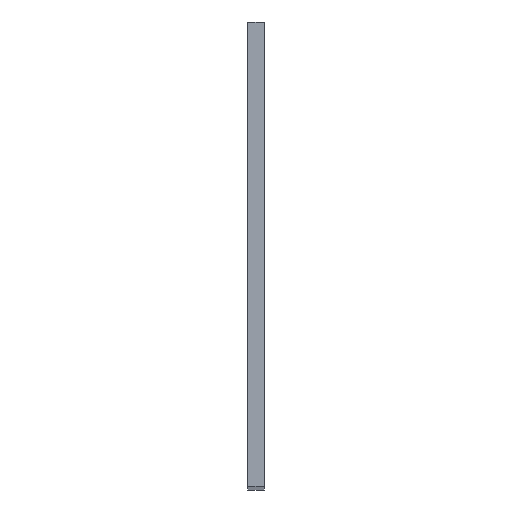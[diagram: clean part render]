
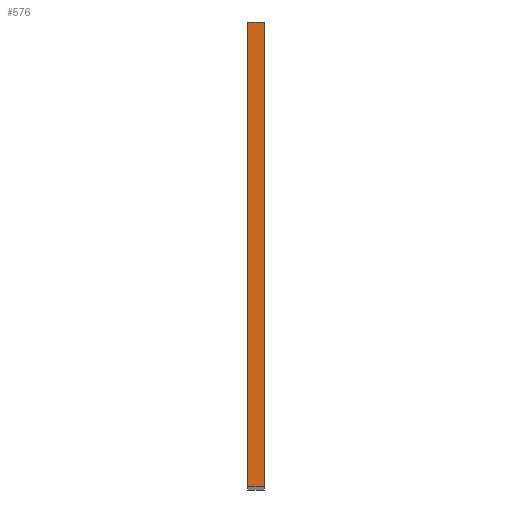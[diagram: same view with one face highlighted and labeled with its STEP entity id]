
A CAD part, top view. The second image highlights one B-rep face of the part: STEP entity #576.
In plain terms, the highlighted planar face has unit normal (0, 0, 1).
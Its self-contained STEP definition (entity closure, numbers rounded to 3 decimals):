
#19 = VERTEX_POINT ( 'NONE', #326 ) ;
#32 = EDGE_CURVE ( 'NONE', #569, #485, #735, .T. ) ;
#82 = ORIENTED_EDGE ( 'NONE', *, *, #813, .F. ) ;
#204 = EDGE_LOOP ( 'NONE', ( #1173, #859, #82, #759 ) ) ;
#219 = VECTOR ( 'NONE', #882, 1000. ) ;
#263 = CARTESIAN_POINT ( 'NONE',  ( 3.175, 45., 195. ) ) ;
#326 = CARTESIAN_POINT ( 'NONE',  ( 3.175, 45., 195. ) ) ;
#360 = VECTOR ( 'NONE', #817, 1000. ) ;
#446 = LINE ( 'NONE', #263, #360 ) ;
#461 = DIRECTION ( 'NONE',  ( 0., -1., 0. ) ) ;
#463 = DIRECTION ( 'NONE',  ( 0., -1., 0. ) ) ;
#475 = DIRECTION ( 'NONE',  ( 0., 0., -1. ) ) ;
#485 = VERTEX_POINT ( 'NONE', #910 ) ;
#487 = PLANE ( 'NONE',  #572 ) ;
#505 = LINE ( 'NONE', #791, #219 ) ;
#506 = EDGE_CURVE ( 'NONE', #19, #569, #446, .T. ) ;
#569 = VERTEX_POINT ( 'NONE', #1139 ) ;
#572 = AXIS2_PLACEMENT_3D ( 'NONE', #943, #475, #1056 ) ;
#576 = ADVANCED_FACE ( 'NONE', ( #866 ), #487, .F. ) ;
#732 = VECTOR ( 'NONE', #463, 1000. ) ;
#735 = LINE ( 'NONE', #839, #820 ) ;
#759 = ORIENTED_EDGE ( 'NONE', *, *, #506, .T. ) ;
#791 = CARTESIAN_POINT ( 'NONE',  ( 3.175, -45., 195. ) ) ;
#799 = CARTESIAN_POINT ( 'NONE',  ( 3.175, -45., 195. ) ) ;
#813 = EDGE_CURVE ( 'NONE', #19, #984, #1085, .T. ) ;
#817 = DIRECTION ( 'NONE',  ( -1., 0., 0. ) ) ;
#820 = VECTOR ( 'NONE', #461, 1000. ) ;
#839 = CARTESIAN_POINT ( 'NONE',  ( 0., -45., 195. ) ) ;
#859 = ORIENTED_EDGE ( 'NONE', *, *, #1064, .F. ) ;
#866 = FACE_OUTER_BOUND ( 'NONE', #204, .T. ) ;
#882 = DIRECTION ( 'NONE',  ( -1., 0., 0. ) ) ;
#910 = CARTESIAN_POINT ( 'NONE',  ( 0., -45., 195. ) ) ;
#943 = CARTESIAN_POINT ( 'NONE',  ( 3.175, -45., 195. ) ) ;
#984 = VERTEX_POINT ( 'NONE', #799 ) ;
#1056 = DIRECTION ( 'NONE',  ( -1., 0., 0. ) ) ;
#1064 = EDGE_CURVE ( 'NONE', #984, #485, #505, .T. ) ;
#1085 = LINE ( 'NONE', #1122, #732 ) ;
#1122 = CARTESIAN_POINT ( 'NONE',  ( 3.175, -45., 195. ) ) ;
#1139 = CARTESIAN_POINT ( 'NONE',  ( 0., 45., 195. ) ) ;
#1173 = ORIENTED_EDGE ( 'NONE', *, *, #32, .T. ) ;
